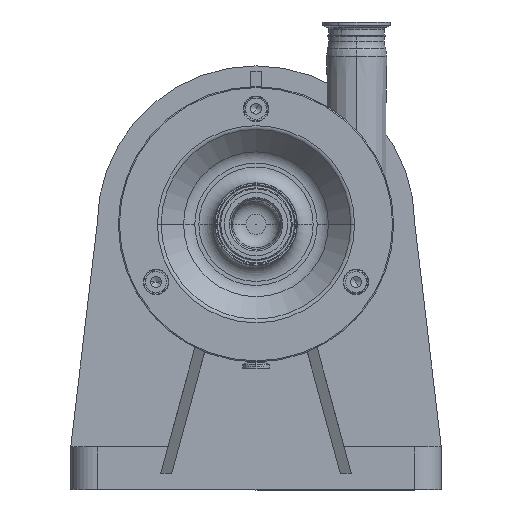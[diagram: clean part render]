
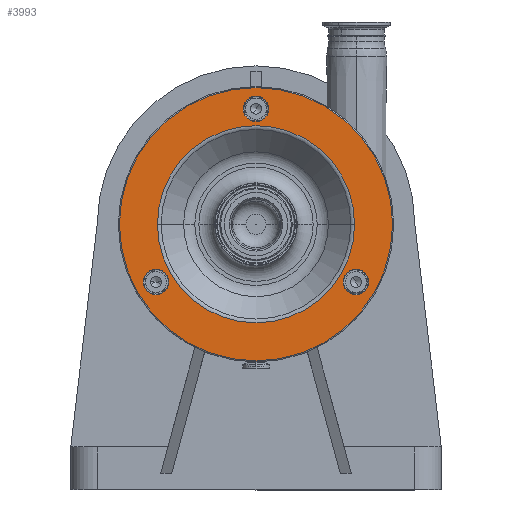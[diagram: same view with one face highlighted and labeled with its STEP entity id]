
A CAD part, top view. The second image highlights one B-rep face of the part: STEP entity #3993.
In plain terms, the highlighted planar face has unit normal (0, 0, 1).
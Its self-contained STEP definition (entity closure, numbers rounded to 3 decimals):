
#423 = DIRECTION ( 'NONE',  ( -1., 0., 0. ) ) ;
#478 = VERTEX_POINT ( 'NONE', #13524 ) ;
#1096 = DIRECTION ( 'NONE',  ( -1., 0., 0. ) ) ;
#1209 = EDGE_LOOP ( 'NONE', ( #4059, #2157 ) ) ;
#1281 = CIRCLE ( 'NONE', #7564, 12. ) ;
#1396 = AXIS2_PLACEMENT_3D ( 'NONE', #3599, #6664, #9299 ) ;
#1509 = CARTESIAN_POINT ( 'NONE',  ( 106.397, 195.5, 93.5 ) ) ;
#1543 = PLANE ( 'NONE',  #9252 ) ;
#1549 = CIRCLE ( 'NONE', #12009, 12. ) ;
#1640 = FACE_BOUND ( 'NONE', #1209, .T. ) ;
#1647 = EDGE_CURVE ( 'NONE', #7747, #13782, #12470, .T. ) ;
#1654 = CARTESIAN_POINT ( 'NONE',  ( 12., 359., 93.5 ) ) ;
#1922 = FACE_BOUND ( 'NONE', #5636, .T. ) ;
#2152 = EDGE_CURVE ( 'NONE', #11775, #17930, #17217, .T. ) ;
#2157 = ORIENTED_EDGE ( 'NONE', *, *, #14438, .T. ) ;
#2971 = EDGE_LOOP ( 'NONE', ( #18215, #15449 ) ) ;
#3039 = CIRCLE ( 'NONE', #15578, 129. ) ;
#3061 = DIRECTION ( 'NONE',  ( -1., 0., 0. ) ) ;
#3314 = CARTESIAN_POINT ( 'NONE',  ( 0., 250., 93.5 ) ) ;
#3316 = CARTESIAN_POINT ( 'NONE',  ( 0., 379., 93.5 ) ) ;
#3599 = CARTESIAN_POINT ( 'NONE',  ( 94.397, 195.5, 93.5 ) ) ;
#3969 = VERTEX_POINT ( 'NONE', #13153 ) ;
#3993 = ADVANCED_FACE ( 'NONE', ( #1922, #1640, #14649, #16030, #7622 ), #1543, .F. ) ;
#4059 = ORIENTED_EDGE ( 'NONE', *, *, #7061, .T. ) ;
#4196 = CARTESIAN_POINT ( 'NONE',  ( 94.397, 195.5, 93.5 ) ) ;
#4225 = CARTESIAN_POINT ( 'NONE',  ( -106.397, 195.5, 93.5 ) ) ;
#4366 = DIRECTION ( 'NONE',  ( 0., 0., -1. ) ) ;
#4515 = DIRECTION ( 'NONE',  ( 0., 0., -1. ) ) ;
#4590 = CIRCLE ( 'NONE', #17734, 93.071 ) ;
#4625 = AXIS2_PLACEMENT_3D ( 'NONE', #5233, #10766, #12189 ) ;
#5233 = CARTESIAN_POINT ( 'NONE',  ( -94.397, 195.5, 93.5 ) ) ;
#5325 = CIRCLE ( 'NONE', #9812, 129. ) ;
#5390 = EDGE_CURVE ( 'NONE', #13782, #7747, #16786, .T. ) ;
#5636 = EDGE_LOOP ( 'NONE', ( #5656, #12842 ) ) ;
#5649 = VERTEX_POINT ( 'NONE', #8983 ) ;
#5656 = ORIENTED_EDGE ( 'NONE', *, *, #18191, .T. ) ;
#5968 = ORIENTED_EDGE ( 'NONE', *, *, #11716, .F. ) ;
#6282 = EDGE_CURVE ( 'NONE', #15433, #8922, #4590, .T. ) ;
#6664 = DIRECTION ( 'NONE',  ( 0., 0., -1. ) ) ;
#7010 = CIRCLE ( 'NONE', #4625, 12. ) ;
#7061 = EDGE_CURVE ( 'NONE', #3969, #11486, #7010, .T. ) ;
#7564 = AXIS2_PLACEMENT_3D ( 'NONE', #10554, #12065, #14960 ) ;
#7622 = FACE_BOUND ( 'NONE', #2971, .T. ) ;
#7745 = DIRECTION ( 'NONE',  ( 0., 0., -1. ) ) ;
#7747 = VERTEX_POINT ( 'NONE', #14854 ) ;
#7774 = EDGE_CURVE ( 'NONE', #8922, #15433, #13913, .T. ) ;
#8087 = EDGE_LOOP ( 'NONE', ( #5968, #15179 ) ) ;
#8629 = EDGE_LOOP ( 'NONE', ( #13865, #15496 ) ) ;
#8643 = DIRECTION ( 'NONE',  ( 0., 0., -1. ) ) ;
#8922 = VERTEX_POINT ( 'NONE', #14289 ) ;
#8983 = CARTESIAN_POINT ( 'NONE',  ( -129., 250., 93.5 ) ) ;
#9016 = DIRECTION ( 'NONE',  ( -1., 0., 0. ) ) ;
#9252 = AXIS2_PLACEMENT_3D ( 'NONE', #3316, #8643, #17523 ) ;
#9299 = DIRECTION ( 'NONE',  ( -1., 0., 0. ) ) ;
#9812 = AXIS2_PLACEMENT_3D ( 'NONE', #3314, #14646, #9016 ) ;
#9957 = DIRECTION ( 'NONE',  ( -1., 0., 0. ) ) ;
#9971 = CARTESIAN_POINT ( 'NONE',  ( 93.071, 250., 93.5 ) ) ;
#10554 = CARTESIAN_POINT ( 'NONE',  ( -94.397, 195.5, 93.5 ) ) ;
#10766 = DIRECTION ( 'NONE',  ( 0., 0., -1. ) ) ;
#10930 = AXIS2_PLACEMENT_3D ( 'NONE', #14306, #4366, #3061 ) ;
#11314 = DIRECTION ( 'NONE',  ( 0., 0., -1. ) ) ;
#11486 = VERTEX_POINT ( 'NONE', #4225 ) ;
#11716 = EDGE_CURVE ( 'NONE', #5649, #478, #5325, .T. ) ;
#11775 = VERTEX_POINT ( 'NONE', #17708 ) ;
#11960 = CARTESIAN_POINT ( 'NONE',  ( 0., 250., 93.5 ) ) ;
#12009 = AXIS2_PLACEMENT_3D ( 'NONE', #4196, #11314, #16797 ) ;
#12065 = DIRECTION ( 'NONE',  ( 0., 0., -1. ) ) ;
#12189 = DIRECTION ( 'NONE',  ( -1., 0., 0. ) ) ;
#12470 = CIRCLE ( 'NONE', #10930, 12. ) ;
#12842 = ORIENTED_EDGE ( 'NONE', *, *, #2152, .T. ) ;
#12886 = CARTESIAN_POINT ( 'NONE',  ( 0., 250., 93.5 ) ) ;
#13153 = CARTESIAN_POINT ( 'NONE',  ( -82.397, 195.5, 93.5 ) ) ;
#13524 = CARTESIAN_POINT ( 'NONE',  ( 129., 250., 93.5 ) ) ;
#13762 = EDGE_CURVE ( 'NONE', #478, #5649, #3039, .T. ) ;
#13782 = VERTEX_POINT ( 'NONE', #1654 ) ;
#13865 = ORIENTED_EDGE ( 'NONE', *, *, #5390, .T. ) ;
#13913 = CIRCLE ( 'NONE', #15701, 93.071 ) ;
#14289 = CARTESIAN_POINT ( 'NONE',  ( -93.071, 250., 93.5 ) ) ;
#14306 = CARTESIAN_POINT ( 'NONE',  ( 0., 359., 93.5 ) ) ;
#14438 = EDGE_CURVE ( 'NONE', #11486, #3969, #1281, .T. ) ;
#14646 = DIRECTION ( 'NONE',  ( 0., 0., -1. ) ) ;
#14649 = FACE_BOUND ( 'NONE', #8629, .T. ) ;
#14854 = CARTESIAN_POINT ( 'NONE',  ( -12., 359., 93.5 ) ) ;
#14960 = DIRECTION ( 'NONE',  ( -1., 0., 0. ) ) ;
#15179 = ORIENTED_EDGE ( 'NONE', *, *, #13762, .F. ) ;
#15383 = CARTESIAN_POINT ( 'NONE',  ( 0., 250., 93.5 ) ) ;
#15433 = VERTEX_POINT ( 'NONE', #9971 ) ;
#15449 = ORIENTED_EDGE ( 'NONE', *, *, #6282, .T. ) ;
#15496 = ORIENTED_EDGE ( 'NONE', *, *, #1647, .T. ) ;
#15578 = AXIS2_PLACEMENT_3D ( 'NONE', #12886, #15853, #9957 ) ;
#15701 = AXIS2_PLACEMENT_3D ( 'NONE', #11960, #7745, #17649 ) ;
#15853 = DIRECTION ( 'NONE',  ( 0., 0., -1. ) ) ;
#16030 = FACE_OUTER_BOUND ( 'NONE', #8087, .T. ) ;
#16786 = CIRCLE ( 'NONE', #17711, 12. ) ;
#16797 = DIRECTION ( 'NONE',  ( -1., 0., 0. ) ) ;
#17217 = CIRCLE ( 'NONE', #1396, 12. ) ;
#17326 = CARTESIAN_POINT ( 'NONE',  ( 0., 359., 93.5 ) ) ;
#17523 = DIRECTION ( 'NONE',  ( -1., 0., 0. ) ) ;
#17649 = DIRECTION ( 'NONE',  ( -1., 0., 0. ) ) ;
#17708 = CARTESIAN_POINT ( 'NONE',  ( 82.397, 195.5, 93.5 ) ) ;
#17711 = AXIS2_PLACEMENT_3D ( 'NONE', #17326, #4515, #423 ) ;
#17734 = AXIS2_PLACEMENT_3D ( 'NONE', #15383, #18283, #1096 ) ;
#17930 = VERTEX_POINT ( 'NONE', #1509 ) ;
#18191 = EDGE_CURVE ( 'NONE', #17930, #11775, #1549, .T. ) ;
#18215 = ORIENTED_EDGE ( 'NONE', *, *, #7774, .T. ) ;
#18283 = DIRECTION ( 'NONE',  ( 0., 0., -1. ) ) ;
